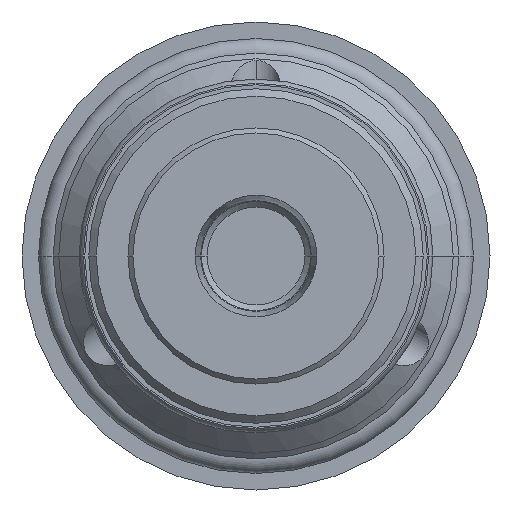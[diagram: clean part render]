
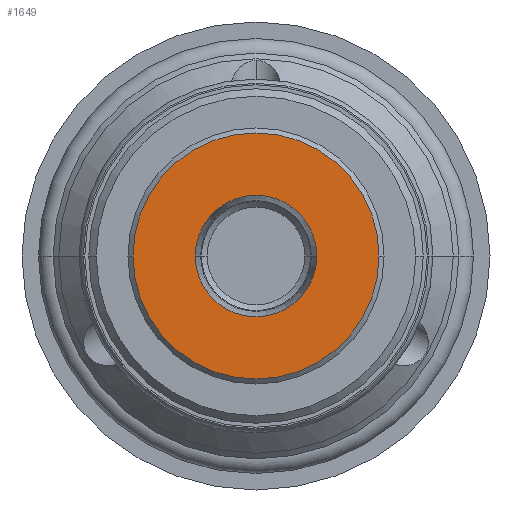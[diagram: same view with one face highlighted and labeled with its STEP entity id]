
A CAD part, left-side view. The second image highlights one B-rep face of the part: STEP entity #1649.
In plain terms, the highlighted planar face has unit normal (-1, 0, 0).
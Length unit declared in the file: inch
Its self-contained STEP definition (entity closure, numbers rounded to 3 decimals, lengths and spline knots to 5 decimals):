
#43=CARTESIAN_POINT('',(-2.676,0.,0.));
#44=DIRECTION('',(-1.,0.,0.));
#45=DIRECTION('',(0.,1.,0.));
#46=AXIS2_PLACEMENT_3D('',#43,#44,#45);
#48=CARTESIAN_POINT('',(-2.676,0.,0.));
#49=DIRECTION('',(1.,0.,0.));
#50=DIRECTION('',(0.,1.,0.));
#51=AXIS2_PLACEMENT_3D('',#48,#49,#50);
#53=CARTESIAN_POINT('',(-2.676,0.,0.));
#54=DIRECTION('',(-1.,0.,0.));
#55=DIRECTION('',(0.,1.,0.));
#56=AXIS2_PLACEMENT_3D('',#53,#54,#55);
#58=CARTESIAN_POINT('',(-2.676,0.,0.));
#59=DIRECTION('',(-1.,0.,0.));
#60=DIRECTION('',(0.,-1.,0.));
#61=AXIS2_PLACEMENT_3D('',#58,#59,#60);
#1526=CARTESIAN_POINT('',(-2.676,0.493,0.));
#1527=CARTESIAN_POINT('',(-2.676,-0.493,0.));
#1528=VERTEX_POINT('',#1526);
#1529=VERTEX_POINT('',#1527);
#1546=CARTESIAN_POINT('',(-2.676,0.2435,0.));
#1547=CARTESIAN_POINT('',(-2.676,-0.2435,0.));
#1548=VERTEX_POINT('',#1546);
#1549=VERTEX_POINT('',#1547);
#1633=CARTESIAN_POINT('',(-2.676,0.,0.));
#1634=DIRECTION('',(1.,0.,0.));
#1635=DIRECTION('',(0.,-1.,0.));
#1636=AXIS2_PLACEMENT_3D('',#1633,#1634,#1635);
#1637=PLANE('',#1636);
#1639=ORIENTED_EDGE('',*,*,#1638,.F.);
#1641=ORIENTED_EDGE('',*,*,#1640,.T.);
#1642=EDGE_LOOP('',(#1639,#1641));
#1643=FACE_OUTER_BOUND('',#1642,.F.);
#1644=ORIENTED_EDGE('',*,*,#1623,.T.);
#1646=ORIENTED_EDGE('',*,*,#1645,.T.);
#1647=EDGE_LOOP('',(#1644,#1646));
#1648=FACE_BOUND('',#1647,.F.);
#1649=ADVANCED_FACE('',(#1643,#1648),#1637,.F.);
#47=CIRCLE('',#46,0.493);
#52=CIRCLE('',#51,0.493);
#57=CIRCLE('',#56,0.2435);
#62=CIRCLE('',#61,0.2435);
#1623=EDGE_CURVE('',#1548,#1549,#57,.T.);
#1638=EDGE_CURVE('',#1528,#1529,#47,.T.);
#1640=EDGE_CURVE('',#1528,#1529,#52,.T.);
#1645=EDGE_CURVE('',#1549,#1548,#62,.T.);
